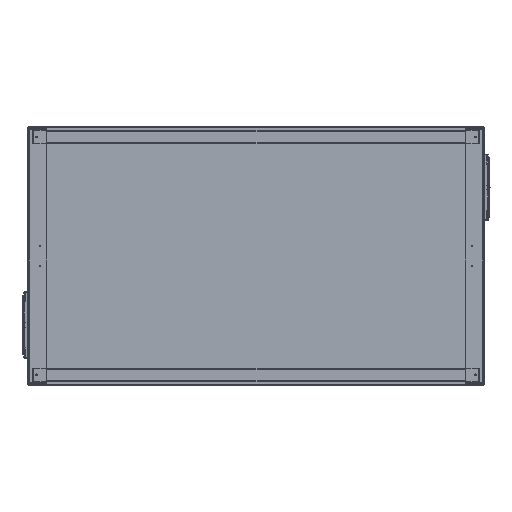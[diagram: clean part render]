
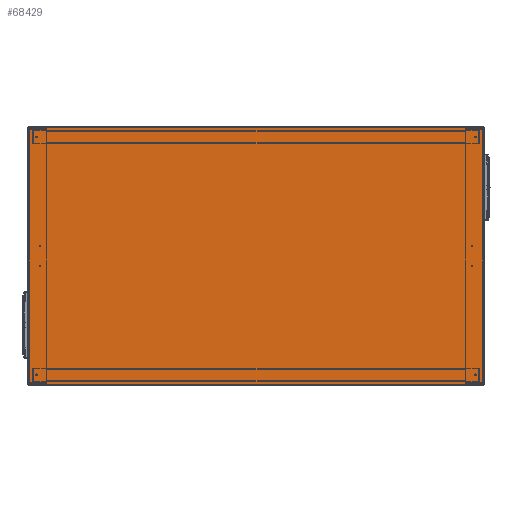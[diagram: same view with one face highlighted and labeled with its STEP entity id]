
A CAD part, top view. The second image highlights one B-rep face of the part: STEP entity #68429.
In plain terms, the highlighted planar face has unit normal (0, 0, 1).
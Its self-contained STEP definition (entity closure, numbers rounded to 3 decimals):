
#4444=LINE('',#106974,#10348);
#4466=LINE('',#107026,#10370);
#4487=LINE('',#107076,#10391);
#4508=LINE('',#107125,#10412);
#10348=VECTOR('',#87399,10.);
#10370=VECTOR('',#87451,10.);
#10391=VECTOR('',#87502,10.);
#10412=VECTOR('',#87553,10.);
#13739=PLANE('',#73504);
#18073=FACE_OUTER_BOUND('',#22539,.T.);
#22539=EDGE_LOOP('',(#54531,#54532,#54533,#54534));
#31399=VERTEX_POINT('',#106971);
#31400=VERTEX_POINT('',#106973);
#31415=VERTEX_POINT('',#107024);
#31429=VERTEX_POINT('',#107074);
#39509=EDGE_CURVE('',#31400,#31399,#4444,.T.);
#39535=EDGE_CURVE('',#31399,#31415,#4466,.T.);
#39560=EDGE_CURVE('',#31415,#31429,#4487,.T.);
#39585=EDGE_CURVE('',#31429,#31400,#4508,.T.);
#54531=ORIENTED_EDGE('',*,*,#39509,.T.);
#54532=ORIENTED_EDGE('',*,*,#39535,.T.);
#54533=ORIENTED_EDGE('',*,*,#39560,.T.);
#54534=ORIENTED_EDGE('',*,*,#39585,.T.);
#68429=ADVANCED_FACE('',(#18073),#13739,.T.);
#73504=AXIS2_PLACEMENT_3D('',#107167,#87598,#87599);
#87399=DIRECTION('',(0.,1.,0.));
#87451=DIRECTION('',(-1.,0.,0.));
#87502=DIRECTION('',(0.,-1.,0.));
#87553=DIRECTION('',(1.,0.,0.));
#87598=DIRECTION('center_axis',(0.,0.,
1.));
#87599=DIRECTION('ref_axis',(1.,0.,0.));
#106971=CARTESIAN_POINT('',(882.,497.,1.5));
#106973=CARTESIAN_POINT('',(882.,-497.,1.5));
#106974=CARTESIAN_POINT('',(882.,-248.5,1.5));
#107024=CARTESIAN_POINT('',(-882.,497.,1.5));
#107026=CARTESIAN_POINT('',(441.,497.,1.5));
#107074=CARTESIAN_POINT('',(-882.,-497.,1.5));
#107076=CARTESIAN_POINT('',(-882.,248.5,1.5));
#107125=CARTESIAN_POINT('',(-441.,-497.,1.5));
#107167=CARTESIAN_POINT('Origin',(0.,0.,
1.5));
